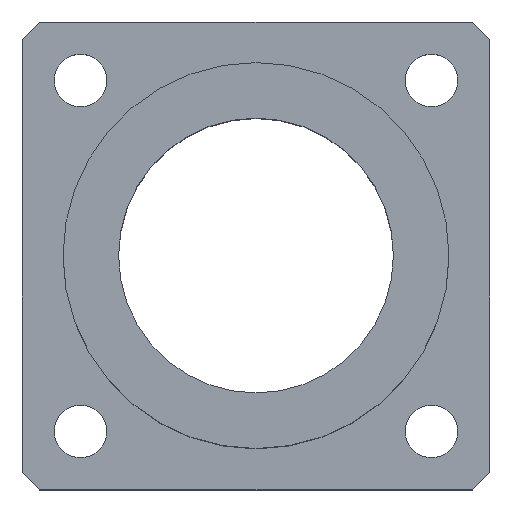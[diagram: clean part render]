
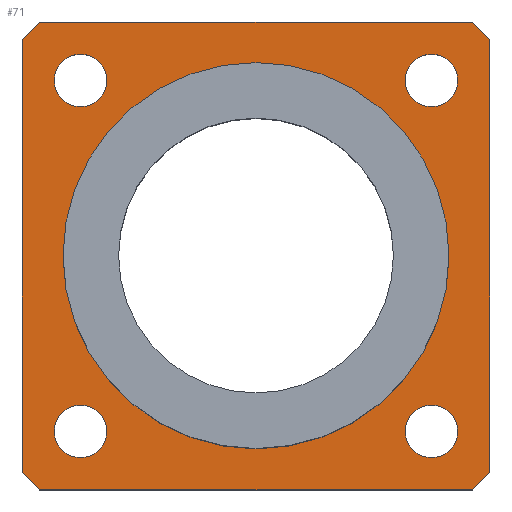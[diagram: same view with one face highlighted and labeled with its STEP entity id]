
A CAD part, top view. The second image highlights one B-rep face of the part: STEP entity #71.
In plain terms, the highlighted planar face has unit normal (0, 0, 1).
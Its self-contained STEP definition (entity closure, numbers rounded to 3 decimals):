
#71 = ADVANCED_FACE( '', ( #153, #154, #155, #156, #157, #158 ), #159, .T. );
#153 = FACE_OUTER_BOUND( '', #236, .T. );
#154 = FACE_BOUND( '', #237, .T. );
#155 = FACE_BOUND( '', #238, .T. );
#156 = FACE_BOUND( '', #239, .T. );
#157 = FACE_BOUND( '', #240, .T. );
#158 = FACE_BOUND( '', #241, .T. );
#159 = PLANE( '', #242 );
#236 = EDGE_LOOP( '', ( #363, #364, #365, #366, #367, #368, #369, #370 ) );
#237 = EDGE_LOOP( '', ( #371 ) );
#238 = EDGE_LOOP( '', ( #372 ) );
#239 = EDGE_LOOP( '', ( #373 ) );
#240 = EDGE_LOOP( '', ( #374 ) );
#241 = EDGE_LOOP( '', ( #375 ) );
#242 = AXIS2_PLACEMENT_3D( '', #376, #377, #378 );
#363 = ORIENTED_EDGE( '', *, *, #418, .T. );
#364 = ORIENTED_EDGE( '', *, *, #457, .T. );
#365 = ORIENTED_EDGE( '', *, *, #433, .T. );
#366 = ORIENTED_EDGE( '', *, *, #449, .T. );
#367 = ORIENTED_EDGE( '', *, *, #438, .T. );
#368 = ORIENTED_EDGE( '', *, *, #458, .T. );
#369 = ORIENTED_EDGE( '', *, *, #459, .T. );
#370 = ORIENTED_EDGE( '', *, *, #428, .T. );
#371 = ORIENTED_EDGE( '', *, *, #421, .F. );
#372 = ORIENTED_EDGE( '', *, *, #410, .F. );
#373 = ORIENTED_EDGE( '', *, *, #445, .F. );
#374 = ORIENTED_EDGE( '', *, *, #460, .F. );
#375 = ORIENTED_EDGE( '', *, *, #413, .T. );
#376 = CARTESIAN_POINT( '', ( 0., 0., 14. ) );
#377 = DIRECTION( '', ( 0., 0., 1. ) );
#378 = DIRECTION( '', ( 1., 0., 0. ) );
#410 = EDGE_CURVE( '', #467, #467, #468, .T. );
#413 = EDGE_CURVE( '', #472, #472, #473, .F. );
#418 = EDGE_CURVE( '', #482, #480, #483, .T. );
#421 = EDGE_CURVE( '', #486, #486, #487, .T. );
#428 = EDGE_CURVE( '', #498, #482, #499, .T. );
#433 = EDGE_CURVE( '', #507, #505, #508, .T. );
#438 = EDGE_CURVE( '', #516, #514, #517, .T. );
#445 = EDGE_CURVE( '', #526, #526, #527, .T. );
#449 = EDGE_CURVE( '', #505, #516, #532, .T. );
#457 = EDGE_CURVE( '', #480, #507, #542, .T. );
#458 = EDGE_CURVE( '', #514, #543, #544, .T. );
#459 = EDGE_CURVE( '', #543, #498, #545, .T. );
#460 = EDGE_CURVE( '', #546, #546, #547, .T. );
#467 = VERTEX_POINT( '', #554 );
#468 = CIRCLE( '', #555, 4.5 );
#472 = VERTEX_POINT( '', #559 );
#473 = CIRCLE( '', #560, 33. );
#480 = VERTEX_POINT( '', #568 );
#482 = VERTEX_POINT( '', #571 );
#483 = LINE( '', #572, #573 );
#486 = VERTEX_POINT( '', #577 );
#487 = CIRCLE( '', #578, 4.5 );
#498 = VERTEX_POINT( '', #590 );
#499 = LINE( '', #591, #592 );
#505 = VERTEX_POINT( '', #600 );
#507 = VERTEX_POINT( '', #603 );
#508 = LINE( '', #604, #605 );
#514 = VERTEX_POINT( '', #613 );
#516 = VERTEX_POINT( '', #616 );
#517 = LINE( '', #617, #618 );
#526 = VERTEX_POINT( '', #628 );
#527 = CIRCLE( '', #629, 4.5 );
#532 = LINE( '', #635, #636 );
#542 = LINE( '', #649, #650 );
#543 = VERTEX_POINT( '', #651 );
#544 = LINE( '', #652, #653 );
#545 = LINE( '', #654, #655 );
#546 = VERTEX_POINT( '', #656 );
#547 = CIRCLE( '', #657, 4.5 );
#554 = CARTESIAN_POINT( '', ( 34.5, 10., 14. ) );
#555 = AXIS2_PLACEMENT_3D( '', #664, #665, #666 );
#559 = CARTESIAN_POINT( '', ( 33., 40., 14. ) );
#560 = AXIS2_PLACEMENT_3D( '', #670, #671, #672 );
#568 = CARTESIAN_POINT( '', ( -40., 77., 14. ) );
#571 = CARTESIAN_POINT( '', ( -37., 80., 14. ) );
#572 = CARTESIAN_POINT( '', ( -37., 80., 14. ) );
#573 = VECTOR( '', #678, 1000. );
#577 = CARTESIAN_POINT( '', ( 34.5, 70., 14. ) );
#578 = AXIS2_PLACEMENT_3D( '', #680, #681, #682 );
#590 = CARTESIAN_POINT( '', ( 37., 80., 14. ) );
#591 = CARTESIAN_POINT( '', ( 37., 80., 14. ) );
#592 = VECTOR( '', #693, 1000. );
#600 = CARTESIAN_POINT( '', ( -37., 0., 14. ) );
#603 = CARTESIAN_POINT( '', ( -40., 3., 14. ) );
#604 = CARTESIAN_POINT( '', ( -40., 3., 14. ) );
#605 = VECTOR( '', #697, 1000. );
#613 = CARTESIAN_POINT( '', ( 40., 3., 14. ) );
#616 = CARTESIAN_POINT( '', ( 37., 0., 14. ) );
#617 = CARTESIAN_POINT( '', ( 37., 0., 14. ) );
#618 = VECTOR( '', #701, 1000. );
#628 = CARTESIAN_POINT( '', ( -25.5, 70., 14. ) );
#629 = AXIS2_PLACEMENT_3D( '', #709, #710, #711 );
#635 = CARTESIAN_POINT( '', ( -37., 0., 14. ) );
#636 = VECTOR( '', #716, 1000. );
#649 = CARTESIAN_POINT( '', ( -40., 77., 14. ) );
#650 = VECTOR( '', #723, 1000. );
#651 = CARTESIAN_POINT( '', ( 40., 77., 14. ) );
#652 = CARTESIAN_POINT( '', ( 40., 3., 14. ) );
#653 = VECTOR( '', #724, 1000. );
#654 = CARTESIAN_POINT( '', ( 40., 77., 14. ) );
#655 = VECTOR( '', #725, 1000. );
#656 = CARTESIAN_POINT( '', ( -25.5, 10., 14. ) );
#657 = AXIS2_PLACEMENT_3D( '', #726, #727, #728 );
#664 = CARTESIAN_POINT( '', ( 30., 10., 14. ) );
#665 = DIRECTION( '', ( 0., 0., 1. ) );
#666 = DIRECTION( '', ( 1., 0., 0. ) );
#670 = CARTESIAN_POINT( '', ( 0., 40., 14. ) );
#671 = DIRECTION( '', ( 0., 0., 1. ) );
#672 = DIRECTION( '', ( 1., 0., 0. ) );
#678 = DIRECTION( '', ( -0.707, -0.707, 0. ) );
#680 = CARTESIAN_POINT( '', ( 30., 70., 14. ) );
#681 = DIRECTION( '', ( 0., 0., 1. ) );
#682 = DIRECTION( '', ( 1., 0., 0. ) );
#693 = DIRECTION( '', ( -1., 0., 0. ) );
#697 = DIRECTION( '', ( 0.707, -0.707, 0. ) );
#701 = DIRECTION( '', ( 0.707, 0.707, 0. ) );
#709 = CARTESIAN_POINT( '', ( -30., 70., 14. ) );
#710 = DIRECTION( '', ( 0., 0., 1. ) );
#711 = DIRECTION( '', ( 1., 0., 0. ) );
#716 = DIRECTION( '', ( 1., 0., 0. ) );
#723 = DIRECTION( '', ( 0., -1., 0. ) );
#724 = DIRECTION( '', ( 0., 1., 0. ) );
#725 = DIRECTION( '', ( -0.707, 0.707, 0. ) );
#726 = CARTESIAN_POINT( '', ( -30., 10., 14. ) );
#727 = DIRECTION( '', ( 0., 0., 1. ) );
#728 = DIRECTION( '', ( 1., 0., 0. ) );
